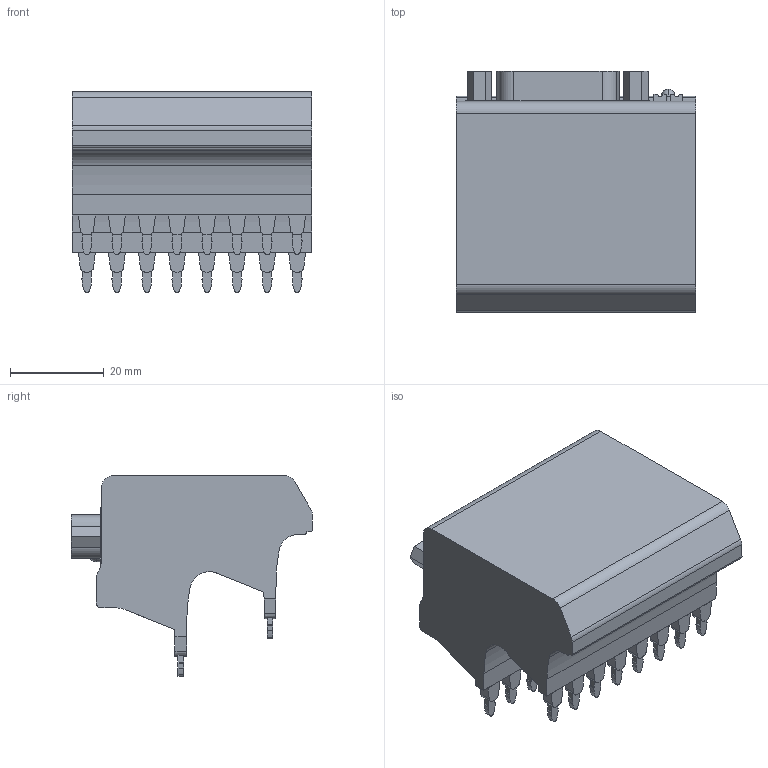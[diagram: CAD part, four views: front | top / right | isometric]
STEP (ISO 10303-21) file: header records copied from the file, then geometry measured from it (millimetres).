
FILE_DESCRIPTION(('CATIA V5R24 STEP','CAx-IF Rec.Pracs.--- Model Styling and Organization---1.2---2011-12-15'),'2;1');
FILE_NAME ('6459613_3', '2017-08-17T08:18:05+00:00', ('Weidmueller Interface'), ('Weidmueller'), 'CATIA Version 5-6 Release 2014 SP4', 'CATIA V5 STEP AP214', 'none');
FILE_SCHEMA(('AUTOMOTIVE_DESIGN { 1 0 10303 214 1 1 1 1 }'));
Length unit declared in the file: millimetre
Products named in the file (1): 1463530000
Bounding box: 51 x 51.4 x 42.8 mm (x, y, z)
Volume: 55744.1 mm3; surface area: 14338.4 mm2
Topology: 21 solids, 21 shells, 612 faces, 1633 edges, 1099 vertices
Faces by surface type: plane 350, cylinder 179, extrusion 71, bspline 8, sphere 4
Entity records: 20234 total; most frequent: CARTESIAN_POINT 4817, ORIENTED_EDGE 3258, DIRECTION 2504, EDGE_CURVE 1629, VECTOR 1134, VERTEX_POINT 1099, LINE 1063, AXIS2_PLACEMENT_3D 930
